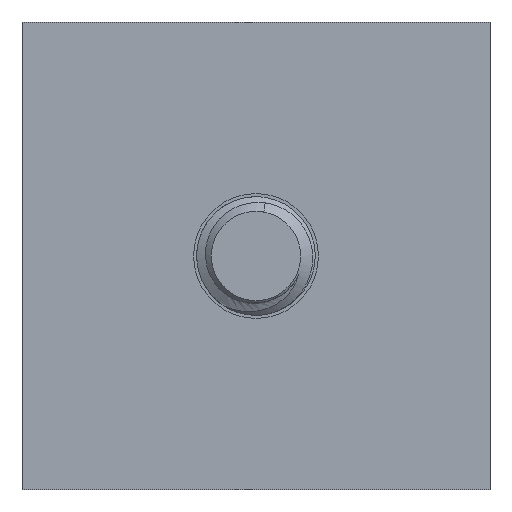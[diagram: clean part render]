
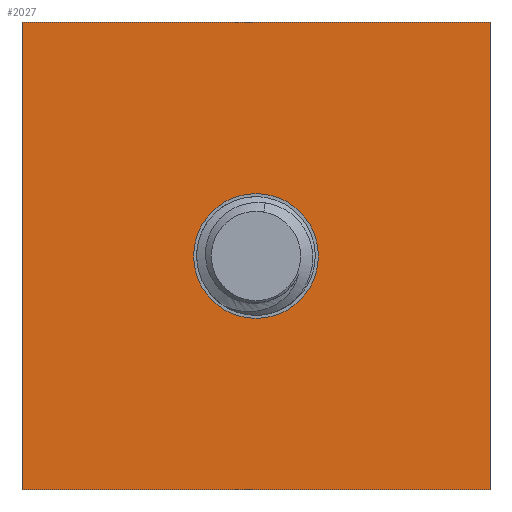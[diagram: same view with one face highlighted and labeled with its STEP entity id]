
A CAD part, front view. The second image highlights one B-rep face of the part: STEP entity #2027.
In plain terms, the highlighted planar face has unit normal (0, -1, 0).
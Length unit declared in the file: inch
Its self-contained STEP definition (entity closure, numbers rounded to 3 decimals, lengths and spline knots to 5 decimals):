
#30 = CARTESIAN_POINT ( 'NONE',  ( 0., -0.243, 0. ) ) ;
#43 = FACE_BOUND ( 'NONE', #4550, .T. ) ;
#251 = DIRECTION ( 'NONE',  ( 0., 0., -1. ) ) ;
#282 = VERTEX_POINT ( 'NONE', #4237 ) ;
#373 = CARTESIAN_POINT ( 'NONE',  ( 0.375, -0.243, -0.375 ) ) ;
#427 = EDGE_CURVE ( 'NONE', #1234, #4321, #973, .T. ) ;
#462 = AXIS2_PLACEMENT_3D ( 'NONE', #2220, #1013, #4795 ) ;
#729 = AXIS2_PLACEMENT_3D ( 'NONE', #1584, #3301, #2501 ) ;
#752 = ORIENTED_EDGE ( 'NONE', *, *, #427, .T. ) ;
#754 = DIRECTION ( 'NONE',  ( 0., 1., 0. ) ) ;
#885 = VERTEX_POINT ( 'NONE', #4568 ) ;
#943 = LINE ( 'NONE', #3812, #3378 ) ;
#973 = CIRCLE ( 'NONE', #3951, 0.1 ) ;
#1013 = DIRECTION ( 'NONE',  ( 0., 1., 0. ) ) ;
#1172 = EDGE_CURVE ( 'NONE', #4321, #1234, #1743, .T. ) ;
#1234 = VERTEX_POINT ( 'NONE', #3887 ) ;
#1279 = EDGE_CURVE ( 'NONE', #1887, #282, #5043, .T. ) ;
#1373 = ORIENTED_EDGE ( 'NONE', *, *, #2773, .F. ) ;
#1584 = CARTESIAN_POINT ( 'NONE',  ( 0.375, -0.243, 0.375 ) ) ;
#1657 = FACE_OUTER_BOUND ( 'NONE', #2226, .T. ) ;
#1677 = ORIENTED_EDGE ( 'NONE', *, *, #3948, .T. ) ;
#1743 = CIRCLE ( 'NONE', #462, 0.1 ) ;
#1887 = VERTEX_POINT ( 'NONE', #3540 ) ;
#1906 = LINE ( 'NONE', #4002, #3294 ) ;
#2027 = ADVANCED_FACE ( 'NONE', ( #43, #1657 ), #2032, .F. ) ;
#2032 = PLANE ( 'NONE',  #729 ) ;
#2058 = CARTESIAN_POINT ( 'NONE',  ( 0.375, -0.243, 0.375 ) ) ;
#2078 = VECTOR ( 'NONE', #251, 39.37008 ) ;
#2182 = VECTOR ( 'NONE', #3624, 39.37008 ) ;
#2220 = CARTESIAN_POINT ( 'NONE',  ( 0., -0.243, 0. ) ) ;
#2226 = EDGE_LOOP ( 'NONE', ( #2584, #5173, #1373, #1677 ) ) ;
#2416 = CARTESIAN_POINT ( 'NONE',  ( 0., -0.243, -0.1 ) ) ;
#2462 = DIRECTION ( 'NONE',  ( 0., 0., 1. ) ) ;
#2501 = DIRECTION ( 'NONE',  ( 0., 0., 1. ) ) ;
#2584 = ORIENTED_EDGE ( 'NONE', *, *, #1279, .T. ) ;
#2773 = EDGE_CURVE ( 'NONE', #4106, #885, #943, .T. ) ;
#3055 = EDGE_CURVE ( 'NONE', #885, #282, #3214, .T. ) ;
#3214 = LINE ( 'NONE', #373, #2182 ) ;
#3294 = VECTOR ( 'NONE', #3539, 39.37008 ) ;
#3301 = DIRECTION ( 'NONE',  ( 0., 1., 0. ) ) ;
#3378 = VECTOR ( 'NONE', #3888, 39.37008 ) ;
#3539 = DIRECTION ( 'NONE',  ( -1., 0., 0. ) ) ;
#3540 = CARTESIAN_POINT ( 'NONE',  ( -0.375, -0.243, 0.375 ) ) ;
#3624 = DIRECTION ( 'NONE',  ( -1., 0., 0. ) ) ;
#3812 = CARTESIAN_POINT ( 'NONE',  ( 0.375, -0.243, 0.375 ) ) ;
#3887 = CARTESIAN_POINT ( 'NONE',  ( 0., -0.243, 0.1 ) ) ;
#3888 = DIRECTION ( 'NONE',  ( 0., 0., -1. ) ) ;
#3948 = EDGE_CURVE ( 'NONE', #4106, #1887, #1906, .T. ) ;
#3951 = AXIS2_PLACEMENT_3D ( 'NONE', #30, #754, #2462 ) ;
#4002 = CARTESIAN_POINT ( 'NONE',  ( 0.375, -0.243, 0.375 ) ) ;
#4106 = VERTEX_POINT ( 'NONE', #2058 ) ;
#4196 = CARTESIAN_POINT ( 'NONE',  ( -0.375, -0.243, 0.375 ) ) ;
#4237 = CARTESIAN_POINT ( 'NONE',  ( -0.375, -0.243, -0.375 ) ) ;
#4321 = VERTEX_POINT ( 'NONE', #2416 ) ;
#4550 = EDGE_LOOP ( 'NONE', ( #752, #4730 ) ) ;
#4568 = CARTESIAN_POINT ( 'NONE',  ( 0.375, -0.243, -0.375 ) ) ;
#4730 = ORIENTED_EDGE ( 'NONE', *, *, #1172, .T. ) ;
#4795 = DIRECTION ( 'NONE',  ( 0., 0., 1. ) ) ;
#5043 = LINE ( 'NONE', #4196, #2078 ) ;
#5173 = ORIENTED_EDGE ( 'NONE', *, *, #3055, .F. ) ;
